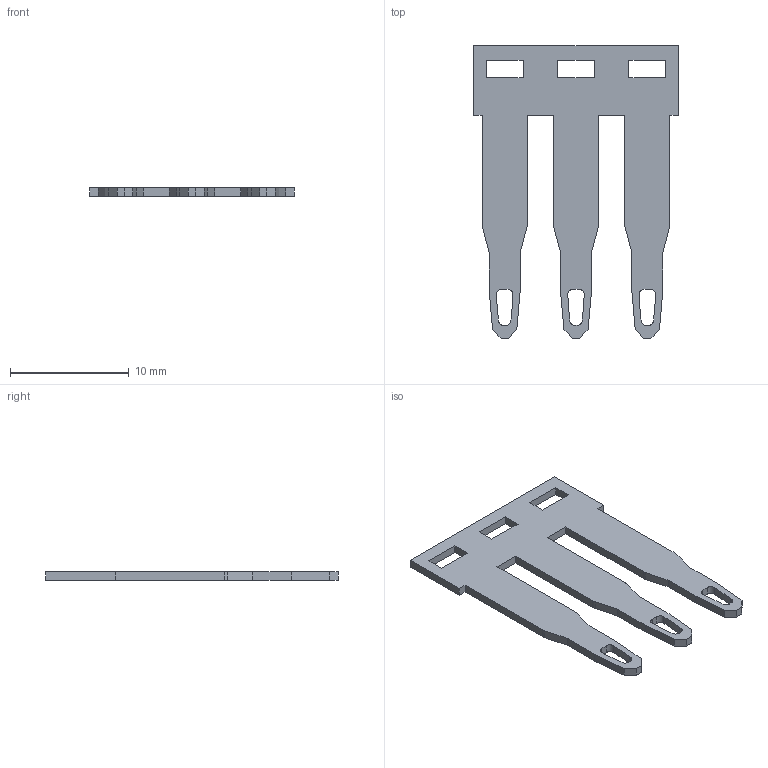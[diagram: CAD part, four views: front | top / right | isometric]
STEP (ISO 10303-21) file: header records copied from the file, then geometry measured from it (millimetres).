
FILE_DESCRIPTION(('CoCreate Modeling STEP Export'),'2;1');
FILE_NAME('PTC0403.stp','2011-05-27T 9:09:54',(''),(''),'CoCreate Modeling STEP processor for AP214 (Solid Model)','CoCreate Modeling 17.0 01-Apr-2010 (C) Parametric Technology GmbH','');
FILE_SCHEMA(('AUTOMOTIVE_DESIGN { 1 0 10303 214 1 1 1 1 }'));
Length unit declared in the file: millimetre
Products named in the file (2): PTC0403
Assembly tree (1 placements, depth 2):
  PTC0403
    PTC0403
Bounding box: 17.2 x 24.6 x 0.7 mm (x, y, z)
Volume: 178 mm3; surface area: 650.1 mm2
Topology: 1 solids, 1 shells, 96 faces, 282 edges, 188 vertices
Faces by surface type: plane 66, cylinder 24, extrusion 6
Entity records: 3219 total; most frequent: CARTESIAN_POINT 640, ORIENTED_EDGE 564, DIRECTION 472, EDGE_CURVE 282, VECTOR 228, LINE 222, VERTEX_POINT 188, AXIS2_PLACEMENT_3D 122
